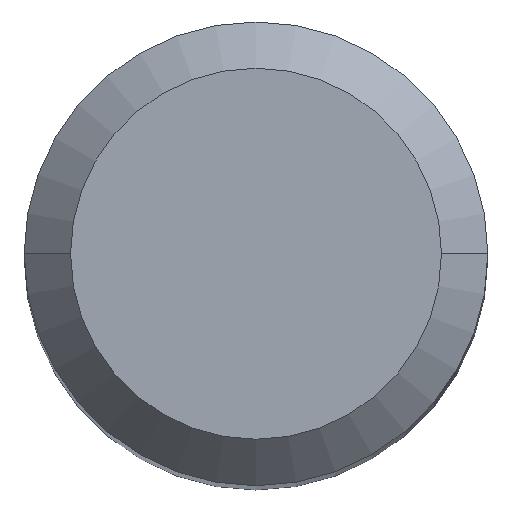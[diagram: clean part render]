
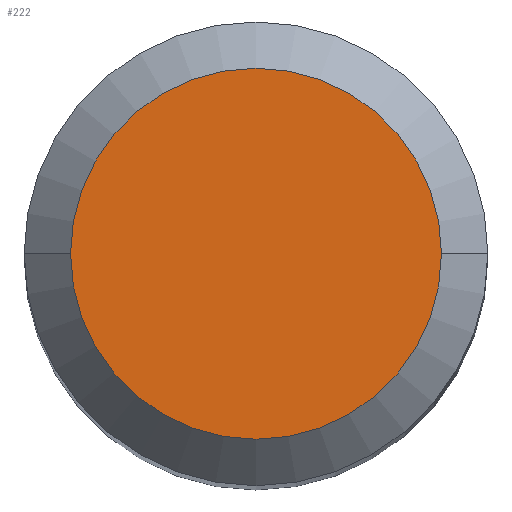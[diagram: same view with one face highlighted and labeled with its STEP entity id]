
A CAD part, top view. The second image highlights one B-rep face of the part: STEP entity #222.
In plain terms, the highlighted planar face has unit normal (0, 0, 1).
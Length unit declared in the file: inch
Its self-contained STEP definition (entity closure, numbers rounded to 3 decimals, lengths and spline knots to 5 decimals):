
#27 = CARTESIAN_POINT ( 'NONE',  ( -0.126, 0., 0. ) ) ;
#32 = ORIENTED_EDGE ( 'NONE', *, *, #371, .T. ) ;
#43 = CIRCLE ( 'NONE', #270, 0.126 ) ;
#103 = PLANE ( 'NONE',  #474 ) ;
#137 = CARTESIAN_POINT ( 'NONE',  ( 0., 0., 0. ) ) ;
#168 = CARTESIAN_POINT ( 'NONE',  ( 0., 0., 0. ) ) ;
#180 = DIRECTION ( 'NONE',  ( -1., 0., 0. ) ) ;
#190 = VERTEX_POINT ( 'NONE', #27 ) ;
#193 = DIRECTION ( 'NONE',  ( 1., 0., 0. ) ) ;
#222 = ADVANCED_FACE ( 'NONE', ( #293 ), #103, .F. ) ;
#243 = DIRECTION ( 'NONE',  ( 1., 0., 0. ) ) ;
#264 = VERTEX_POINT ( 'NONE', #275 ) ;
#270 = AXIS2_PLACEMENT_3D ( 'NONE', #168, #285, #193 ) ;
#275 = CARTESIAN_POINT ( 'NONE',  ( 0.126, 0., 0. ) ) ;
#285 = DIRECTION ( 'NONE',  ( 0., 0., 1. ) ) ;
#293 = FACE_OUTER_BOUND ( 'NONE', #402, .T. ) ;
#298 = DIRECTION ( 'NONE',  ( 0., 0., -1. ) ) ;
#316 = ORIENTED_EDGE ( 'NONE', *, *, #415, .T. ) ;
#371 = EDGE_CURVE ( 'NONE', #190, #264, #486, .T. ) ;
#374 = CARTESIAN_POINT ( 'NONE',  ( 0., 0., 0. ) ) ;
#402 = EDGE_LOOP ( 'NONE', ( #32, #316 ) ) ;
#413 = AXIS2_PLACEMENT_3D ( 'NONE', #137, #478, #243 ) ;
#415 = EDGE_CURVE ( 'NONE', #264, #190, #43, .T. ) ;
#474 = AXIS2_PLACEMENT_3D ( 'NONE', #374, #298, #180 ) ;
#478 = DIRECTION ( 'NONE',  ( 0., 0., 1. ) ) ;
#486 = CIRCLE ( 'NONE', #413, 0.126 ) ;
